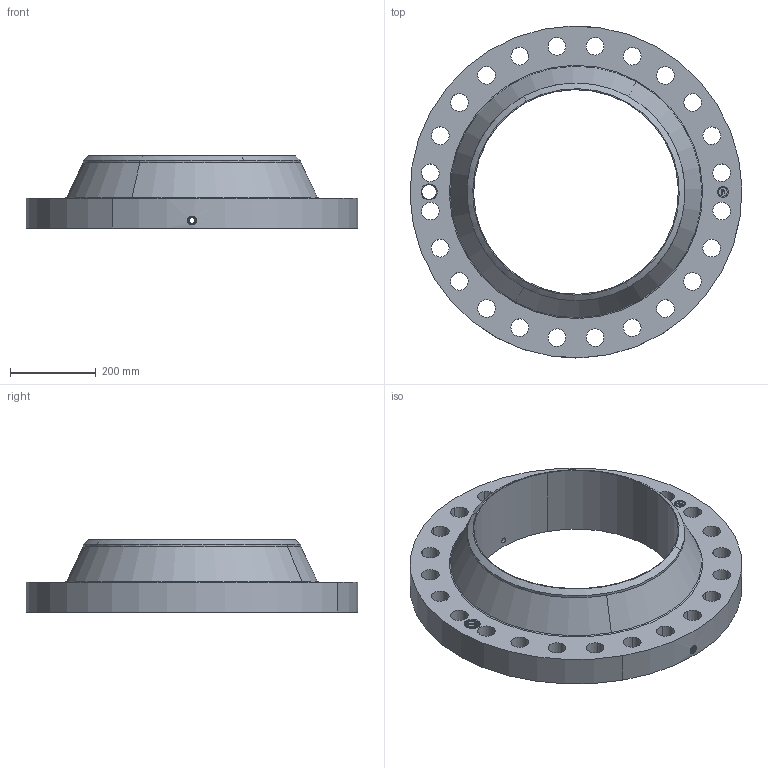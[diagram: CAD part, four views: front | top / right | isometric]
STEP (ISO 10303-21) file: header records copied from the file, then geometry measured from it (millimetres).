
FILE_DESCRIPTION(('3D STEP'),'2;1');
FILE_NAME('20-400-FF-WELD-NECK-40-ORIF-FLANGE.stp','2013-10-23T02:51:24+00:00',('Texas Flange'),(''),'CATIA Version 5 Release 20 SP 6 (IN-10)','CATIA V5 STEP AP214','800-826-3801');
FILE_SCHEMA(('AUTOMOTIVE_DESIGN { 1 0 10303 214 1 1 1 1 }'));
Length unit declared in the file: inch
Products named in the file (1): 20-400-FF-WELD-NECK-40-ORIF-FLANGE
Bounding box: 774.48 x 774.7 x 168.15 mm (x, y, z)
Volume: 22984877.4 mm3; surface area: 1285307.8 mm2
Topology: 1 solids, 1 shells, 807 faces, 2202 edges, 1415 vertices
Faces by surface type: plane 368, bspline 258, cylinder 127, cone 48, revolution 4, torus 2
Entity records: 34149 total; most frequent: CARTESIAN_POINT 14051, ORIENTED_EDGE 4404, EDGE_CURVE 2202, DIRECTION 2188, VERTEX_POINT 1415, VECTOR 1214, LINE 1214, EDGE_LOOP 881
